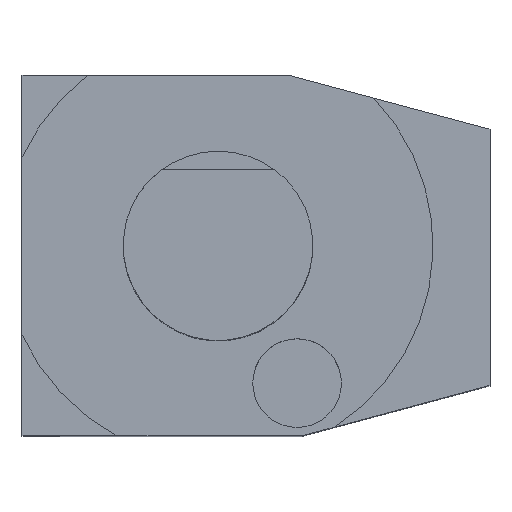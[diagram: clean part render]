
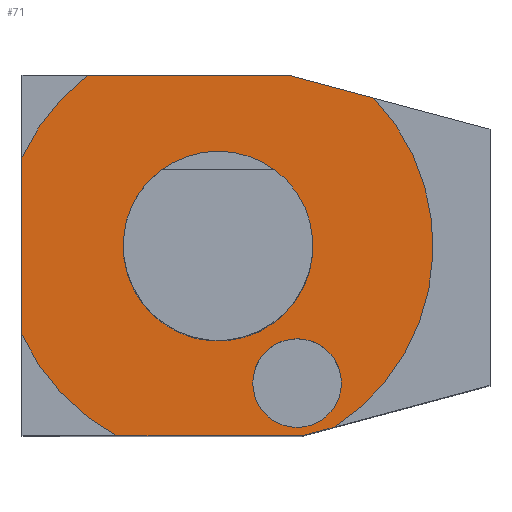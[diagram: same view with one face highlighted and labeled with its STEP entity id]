
A CAD part, top view. The second image highlights one B-rep face of the part: STEP entity #71.
In plain terms, the highlighted planar face has unit normal (0, 0, 1).
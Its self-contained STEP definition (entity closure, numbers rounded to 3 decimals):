
#50=FACE_BOUND('',#162,.T.);
#51=FACE_BOUND('',#163,.T.);
#52=FACE_BOUND('',#164,.T.);
#71=ADVANCED_FACE('',(#50,#51,#52),#108,.F.);
#108=PLANE('',#690);
#162=EDGE_LOOP('',(#326));
#163=EDGE_LOOP('',(#327,#328,#329,#330,#331,#332,#333,#334));
#164=EDGE_LOOP('',(#335));
#209=LINE('',#965,#263);
#210=LINE('',#968,#264);
#211=LINE('',#972,#265);
#212=LINE('',#976,#266);
#213=LINE('',#978,#267);
#263=VECTOR('',#773,1.);
#264=VECTOR('',#774,1.);
#265=VECTOR('',#777,1.);
#266=VECTOR('',#780,1.);
#267=VECTOR('',#781,1.);
#326=ORIENTED_EDGE('',*,*,#548,.F.);
#327=ORIENTED_EDGE('',*,*,#549,.T.);
#328=ORIENTED_EDGE('',*,*,#550,.T.);
#329=ORIENTED_EDGE('',*,*,#551,.F.);
#330=ORIENTED_EDGE('',*,*,#552,.T.);
#331=ORIENTED_EDGE('',*,*,#553,.F.);
#332=ORIENTED_EDGE('',*,*,#554,.T.);
#333=ORIENTED_EDGE('',*,*,#555,.T.);
#334=ORIENTED_EDGE('',*,*,#556,.F.);
#335=ORIENTED_EDGE('',*,*,#557,.F.);
#487=VERTEX_POINT('',#963);
#488=VERTEX_POINT('',#966);
#489=VERTEX_POINT('',#967);
#490=VERTEX_POINT('',#969);
#491=VERTEX_POINT('',#971);
#492=VERTEX_POINT('',#973);
#493=VERTEX_POINT('',#975);
#494=VERTEX_POINT('',#977);
#495=VERTEX_POINT('',#979);
#496=VERTEX_POINT('',#982);
#548=EDGE_CURVE('',#487,#487,#629,.T.);
#549=EDGE_CURVE('',#488,#489,#209,.T.);
#550=EDGE_CURVE('',#489,#490,#210,.T.);
#551=EDGE_CURVE('',#491,#490,#630,.T.);
#552=EDGE_CURVE('',#491,#492,#211,.T.);
#553=EDGE_CURVE('',#493,#492,#631,.T.);
#554=EDGE_CURVE('',#493,#494,#212,.T.);
#555=EDGE_CURVE('',#494,#495,#213,.T.);
#556=EDGE_CURVE('',#488,#495,#632,.T.);
#557=EDGE_CURVE('',#496,#496,#633,.T.);
#629=CIRCLE('',#684,14.997);
#630=CIRCLE('',#686,34.);
#631=CIRCLE('',#687,34.);
#632=CIRCLE('',#688,34.);
#633=CIRCLE('',#689,7.007);
#684=AXIS2_PLACEMENT_3D('',#962,#769,#770);
#686=AXIS2_PLACEMENT_3D('',#970,#775,#776);
#687=AXIS2_PLACEMENT_3D('',#974,#778,#779);
#688=AXIS2_PLACEMENT_3D('',#980,#782,#783);
#689=AXIS2_PLACEMENT_3D('',#981,#784,#785);
#690=AXIS2_PLACEMENT_3D('',#983,#786,#787);
#769=DIRECTION('',(0.,0.,1.));
#770=DIRECTION('',(0.,1.,0.));
#773=DIRECTION('',(-0.966,0.259,0.));
#774=DIRECTION('',(-1.,0.,0.));
#775=DIRECTION('',(0.,0.,-1.));
#776=DIRECTION('',(0.,1.,0.));
#777=DIRECTION('',(0.,-1.,0.));
#778=DIRECTION('',(0.,0.,-1.));
#779=DIRECTION('',(0.,1.,0.));
#780=DIRECTION('',(1.,0.,0.));
#781=DIRECTION('',(0.966,0.259,0.));
#782=DIRECTION('',(0.,0.,-1.));
#783=DIRECTION('',(0.,1.,0.));
#784=DIRECTION('',(0.,0.,1.));
#785=DIRECTION('',(0.,1.,0.));
#786=DIRECTION('',(0.,0.,-1.));
#787=DIRECTION('',(0.,1.,0.));
#962=CARTESIAN_POINT('',(0.,0.,0.));
#963=CARTESIAN_POINT('',(0.,14.997,0.));
#965=CARTESIAN_POINT('',(-0.994,30.289,0.));
#966=CARTESIAN_POINT('',(24.649,23.418,0.));
#967=CARTESIAN_POINT('',(11.282,27.,0.));
#968=CARTESIAN_POINT('',(0.,27.,0.));
#969=CARTESIAN_POINT('',(-20.664,27.,0.));
#970=CARTESIAN_POINT('',(0.,0.,0.));
#971=CARTESIAN_POINT('',(-31.,13.964,0.));
#972=CARTESIAN_POINT('',(-31.,34.,0.));
#973=CARTESIAN_POINT('',(-31.,-13.964,0.));
#974=CARTESIAN_POINT('',(0.,0.,0.));
#975=CARTESIAN_POINT('',(-16.,-30.,0.));
#976=CARTESIAN_POINT('',(0.,-30.,0.));
#977=CARTESIAN_POINT('',(13.222,-30.,0.));
#978=CARTESIAN_POINT('',(16.886,-29.018,0.));
#979=CARTESIAN_POINT('',(18.342,-28.628,0.));
#980=CARTESIAN_POINT('',(0.,0.,0.));
#981=CARTESIAN_POINT('',(12.5,-21.651,0.));
#982=CARTESIAN_POINT('',(12.5,-14.644,0.));
#983=CARTESIAN_POINT('',(0.,34.,0.));
